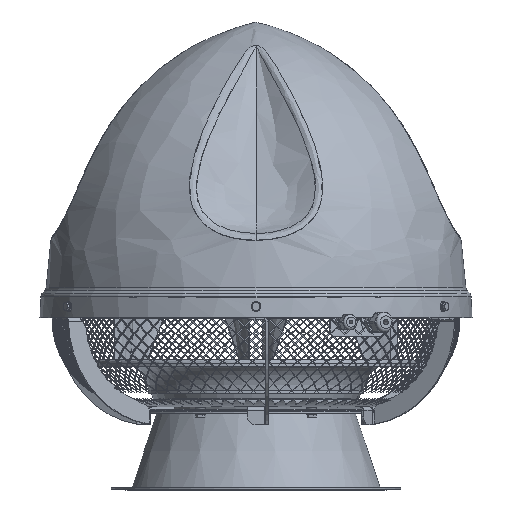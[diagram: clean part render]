
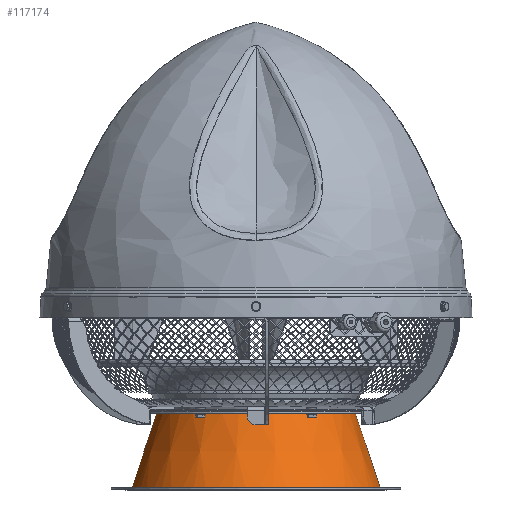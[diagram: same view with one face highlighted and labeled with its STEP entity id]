
A CAD part, front view. The second image highlights one B-rep face of the part: STEP entity #117174.
In plain terms, the highlighted conical face has half-angle 18.521 degrees and reference radius 140.803 mm.
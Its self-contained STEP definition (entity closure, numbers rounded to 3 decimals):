
#6877=CONICAL_SURFACE('',#125353,140.803,0.323);
#20059=FACE_OUTER_BOUND('',#27228,.T.);
#27228=EDGE_LOOP('',(#100807,#100808,#100809,#100810));
#30431=CIRCLE('',#125354,125.055);
#30432=CIRCLE('',#125355,157.22);
#36271=LINE('',#227279,#42185);
#42185=VECTOR('',#146841,140.803);
#53060=VERTEX_POINT('',#227276);
#53061=VERTEX_POINT('',#227278);
#69529=EDGE_CURVE('',#53060,#53060,#30431,.T.);
#69530=EDGE_CURVE('',#53060,#53061,#36271,.T.);
#69531=EDGE_CURVE('',#53061,#53061,#30432,.T.);
#100807=ORIENTED_EDGE('',*,*,#69529,.F.);
#100808=ORIENTED_EDGE('',*,*,#69530,.T.);
#100809=ORIENTED_EDGE('',*,*,#69531,.T.);
#100810=ORIENTED_EDGE('',*,*,#69530,.F.);
#117174=ADVANCED_FACE('',(#20059),#6877,.T.);
#125353=AXIS2_PLACEMENT_3D('',#227275,#146837,#146838);
#125354=AXIS2_PLACEMENT_3D('',#227277,#146839,#146840);
#125355=AXIS2_PLACEMENT_3D('',#227280,#146842,#146843);
#146837=DIRECTION('center_axis',(0.,0.,-1.));
#146838=DIRECTION('ref_axis',(-1.,0.,0.));
#146839=DIRECTION('center_axis',(0.,0.,1.));
#146840=DIRECTION('ref_axis',(-1.,0.,0.));
#146841=DIRECTION('',(0.318,0.,-0.948));
#146842=DIRECTION('center_axis',(0.,0.,1.));
#146843=DIRECTION('ref_axis',(1.,0.,0.));
#227275=CARTESIAN_POINT('Origin',(-3.755,-6.383,-148.006));
#227276=CARTESIAN_POINT('',(121.301,-6.383,-101.));
#227277=CARTESIAN_POINT('Origin',(-3.755,-6.383,-101.));
#227278=CARTESIAN_POINT('',(153.465,-6.383,-197.012));
#227279=CARTESIAN_POINT('',(137.048,-6.383,-148.006));
#227280=CARTESIAN_POINT('Origin',(-3.755,-6.383,-197.012));
